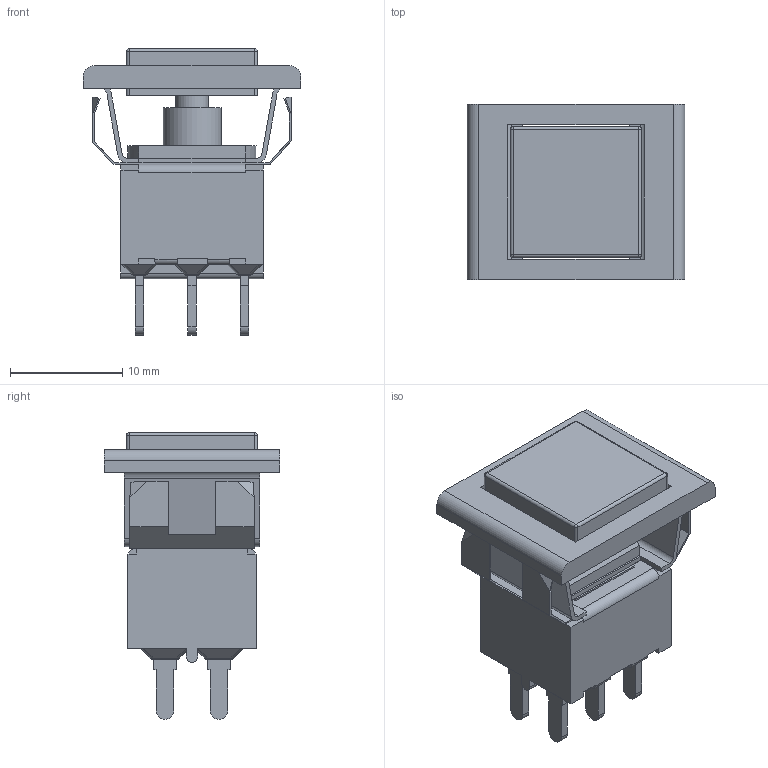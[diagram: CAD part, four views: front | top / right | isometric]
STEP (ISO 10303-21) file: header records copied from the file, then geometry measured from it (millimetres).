
FILE_DESCRIPTION((' '),'2;1');
FILE_NAME('700DP7M3xEAP2xxxxxx.stp','2017-07-31T08:52:52',(' '),(' '),' ','ACIS',' ');
FILE_SCHEMA(('CONFIG_CONTROL_DESIGN'));
Length unit declared in the file: inch
Products named in the file (1): 700DP7M3xEAP2xxxxxx.stp
Bounding box: 19.4 x 15.7 x 25.58 mm (x, y, z)
Volume: 2231 mm3; surface area: 3034 mm2
Topology: 1 solids, 4 shells, 419 faces, 1064 edges, 666 vertices
Faces by surface type: plane 302, cylinder 89, sphere 28
Full cylindrical faces by diameter (mm): 2.946 x1, 3.1 x2, 5.2 x1
Entity records: 12448 total; most frequent: CARTESIAN_POINT 2141, ORIENTED_EDGE 2114, DIRECTION 2099, EDGE_CURVE 1057, VECTOR 855, LINE 855, VERTEX_POINT 664, AXIS2_PLACEMENT_3D 622
